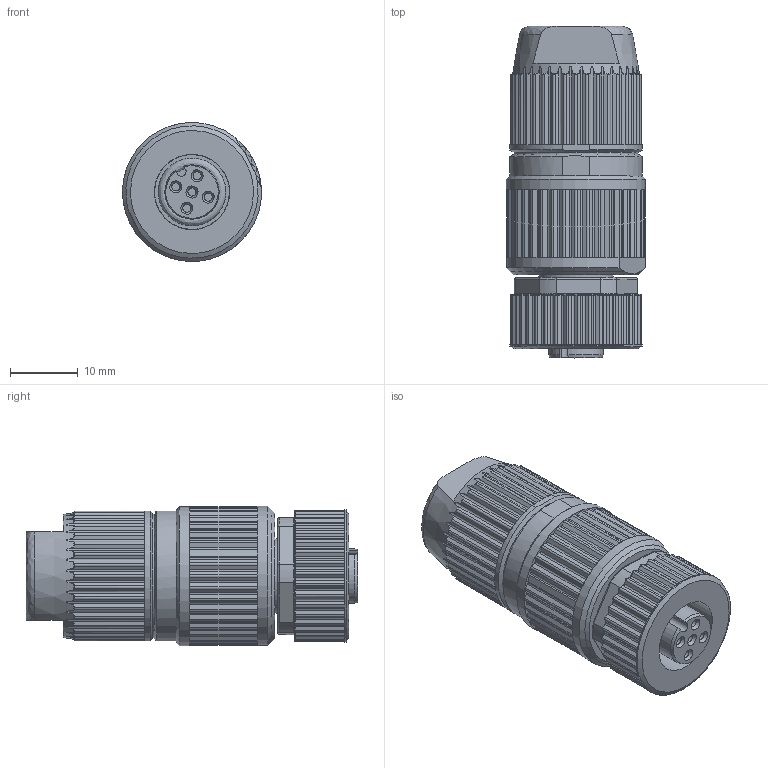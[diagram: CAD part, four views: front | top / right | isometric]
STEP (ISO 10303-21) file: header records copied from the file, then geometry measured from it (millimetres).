
FILE_DESCRIPTION(/* description */ (''),/* implementation_level */ '2;1');
FILE_NAME(/* name */ '100528665ugm000_a.stp',/* time_stamp */ '2014-09-19T08:29:58+02:00',/* author */ (''),/* organization */ (''),/* preprocessor_version */ 'ST-DEVELOPER v15',/* originating_system */ 'SIEMENS PLM Software NX 8.5',/* authorisation */ '');
FILE_SCHEMA (('AUTOMOTIVE_DESIGN { 1 0 10303 214 3 1 1 1 }'));
Length unit declared in the file: millimetre
Products named in the file (1): 100528665ugm000_a
Bounding box: 20.5 x 48.9 x 20.5 mm (x, y, z)
Volume: 12752.3 mm3; surface area: 4996.5 mm2
Topology: 1 solids, 1 shells, 787 faces, 2105 edges, 1333 vertices
Faces by surface type: cylinder 317, plane 281, bspline 134, cone 55
Full cylindrical faces by diameter (mm): 1.2 x5, 8.2 x1, 11 x2, 11.1 x1, 18.3 x1, 20.5 x1
Entity records: 33196 total; most frequent: CARTESIAN_POINT 9311, ORIENTED_EDGE 4134, DIRECTION 3567, EDGE_CURVE 2067, AXIS2_PLACEMENT_3D 1321, VERTEX_POINT 1318, LINE 925, VECTOR 925
